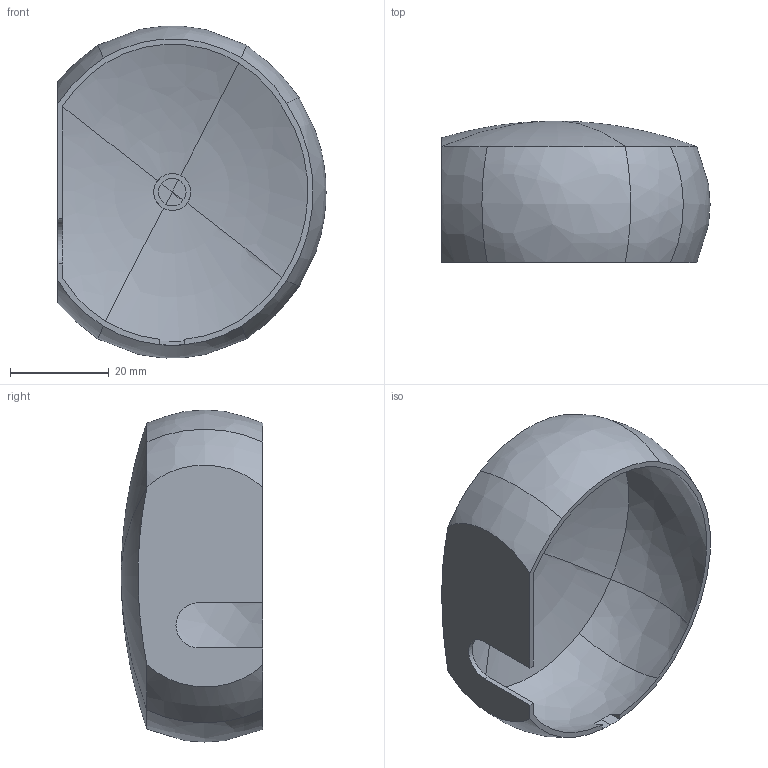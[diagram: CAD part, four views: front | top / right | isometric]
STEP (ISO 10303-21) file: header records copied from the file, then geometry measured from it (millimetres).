
FILE_DESCRIPTION (( 'STEP AP214' ), '1' );
FILE_NAME ('axis1.2_container_v4.STEP', '2019-10-22T12:00:39', ( '' ), ( '' ), 'SwSTEP 2.0', 'SolidWorks 2017', '' );
FILE_SCHEMA (( 'AUTOMOTIVE_DESIGN' ));
Length unit declared in the file: millimetre
Products named in the file (1): axis1.2_container_v4
Bounding box: 54.41 x 28.7 x 67.37 mm (x, y, z)
Volume: 7172.1 mm3; surface area: 14593.2 mm2
Topology: 1 solids, 1 shells, 43 faces, 124 edges, 76 vertices
Faces by surface type: bspline 26, plane 10, cylinder 7
Entity records: 8271 total; most frequent: CARTESIAN_POINT 7350, ORIENTED_EDGE 232, EDGE_CURVE 116, DIRECTION 105, VERTEX_POINT 76, B_SPLINE_CURVE_WITH_KNOTS 70, EDGE_LOOP 44, ADVANCED_FACE 43
